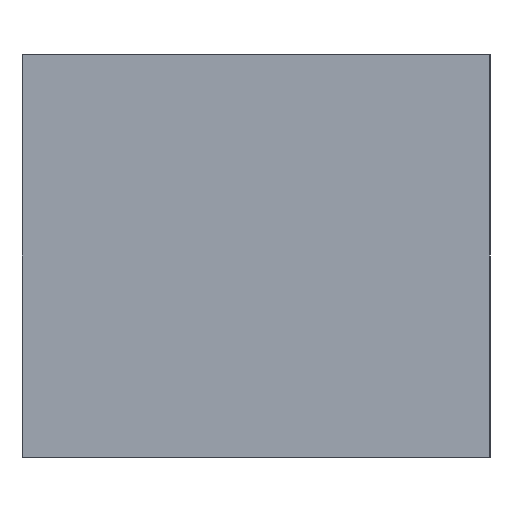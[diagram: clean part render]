
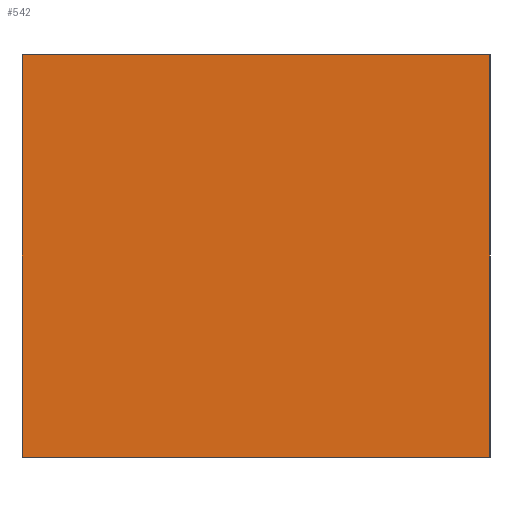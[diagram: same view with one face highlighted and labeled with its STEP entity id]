
A CAD part, left-side view. The second image highlights one B-rep face of the part: STEP entity #542.
In plain terms, the highlighted planar face has unit normal (-1, 0, 0).
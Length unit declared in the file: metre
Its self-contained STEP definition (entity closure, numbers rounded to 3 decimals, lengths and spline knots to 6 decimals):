
#48=FACE_OUTER_BOUND('',#82,.T.);
#82=EDGE_LOOP('',(#487,#488,#489,#490));
#88=LINE('',#723,#160);
#129=LINE('',#804,#201);
#153=LINE('',#852,#225);
#154=LINE('',#854,#226);
#160=VECTOR('',#592,0.01);
#201=VECTOR('',#651,0.01);
#225=VECTOR('',#703,0.01);
#226=VECTOR('',#706,0.01);
#232=VERTEX_POINT('',#720);
#233=VERTEX_POINT('',#722);
#264=VERTEX_POINT('',#802);
#274=VERTEX_POINT('',#850);
#280=EDGE_CURVE('',#233,#232,#88,.T.);
#321=EDGE_CURVE('',#232,#264,#129,.T.);
#345=EDGE_CURVE('',#274,#264,#153,.T.);
#346=EDGE_CURVE('',#274,#233,#154,.T.);
#487=ORIENTED_EDGE('',*,*,#280,.T.);
#488=ORIENTED_EDGE('',*,*,#321,.T.);
#489=ORIENTED_EDGE('',*,*,#345,.F.);
#490=ORIENTED_EDGE('',*,*,#346,.T.);
#516=PLANE('',#582);
#542=ADVANCED_FACE('',(#48),#516,.T.);
#582=AXIS2_PLACEMENT_3D('',#855,#707,#708);
#592=DIRECTION('',(0.,-1.,0.));
#651=DIRECTION('',(0.,0.,1.));
#703=DIRECTION('',(0.,-1.,0.));
#706=DIRECTION('',(0.,0.,-1.));
#707=DIRECTION('center_axis',(-1.,0.,0.));
#708=DIRECTION('ref_axis',(0.,-1.,0.));
#720=CARTESIAN_POINT('',(0.002,0.,0.));
#722=CARTESIAN_POINT('',(0.002,0.135,0.));
#723=CARTESIAN_POINT('',(0.002,0.100095,0.));
#802=CARTESIAN_POINT('',(0.002,0.,0.116));
#804=CARTESIAN_POINT('',(0.002,0.,0.));
#850=CARTESIAN_POINT('',(0.002,0.135,0.116));
#852=CARTESIAN_POINT('',(0.002,0.135,0.116));
#854=CARTESIAN_POINT('',(0.002,0.135,0.));
#855=CARTESIAN_POINT('Origin',(0.002,0.135,0.));
